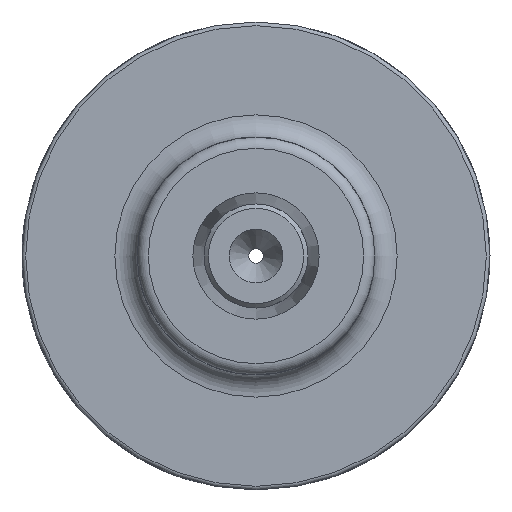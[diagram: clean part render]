
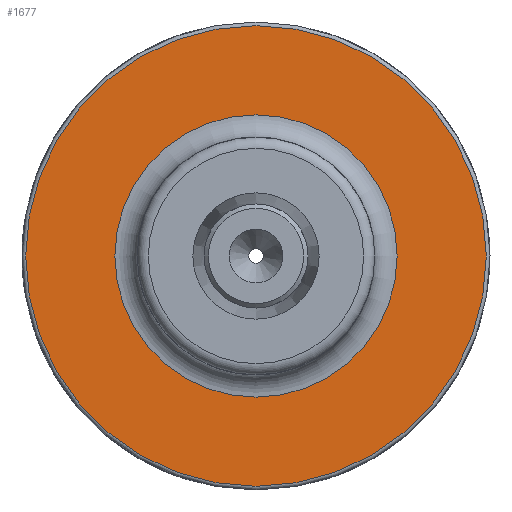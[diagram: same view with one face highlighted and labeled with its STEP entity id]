
A CAD part, left-side view. The second image highlights one B-rep face of the part: STEP entity #1677.
In plain terms, the highlighted planar face has unit normal (-1, 0, 0).
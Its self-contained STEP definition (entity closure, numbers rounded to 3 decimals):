
#646=CARTESIAN_POINT('',(-22.,0.0,19.));
#647=VERTEX_POINT('',#646);
#648=CARTESIAN_POINT('',(-22.,0.0,0.0));
#649=DIRECTION('',(-1.0,0.0,0.0));
#650=DIRECTION('',(0.0,0.0,1.0));
#651=AXIS2_PLACEMENT_3D('',#648,#649,#650);
#652=CIRCLE('',#651,19.0);
#653=EDGE_CURVE('',#647,#647,#652,.T.);
#1658=CARTESIAN_POINT('',(-22.,31.5,0.0));
#1659=DIRECTION('',(-1.0,0.0,0.0));
#1660=DIRECTION('',(0.0,0.0,1.0));
#1661=AXIS2_PLACEMENT_3D('',#1658,#1659,#1660);
#1662=PLANE('',#1661);
#1663=CARTESIAN_POINT('',(-22.,31.,0.));
#1664=VERTEX_POINT('',#1663);
#1665=CARTESIAN_POINT('',(-22.,0.,0.0));
#1666=DIRECTION('',(1.0,0.0,0.0));
#1667=DIRECTION('',(0.0,-1.0,0.0));
#1668=AXIS2_PLACEMENT_3D('',#1665,#1666,#1667);
#1669=CIRCLE('',#1668,31.);
#1670=EDGE_CURVE('',#1664,#1664,#1669,.T.);
#1671=ORIENTED_EDGE('',*,*,#1670,.F.);
#1672=EDGE_LOOP('',(#1671));
#1673=FACE_OUTER_BOUND('',#1672,.T.);
#1674=ORIENTED_EDGE('',*,*,#653,.F.);
#1675=EDGE_LOOP('',(#1674));
#1676=FACE_BOUND('',#1675,.T.);
#1677=ADVANCED_FACE('',(#1673,#1676),#1662,.T.);
